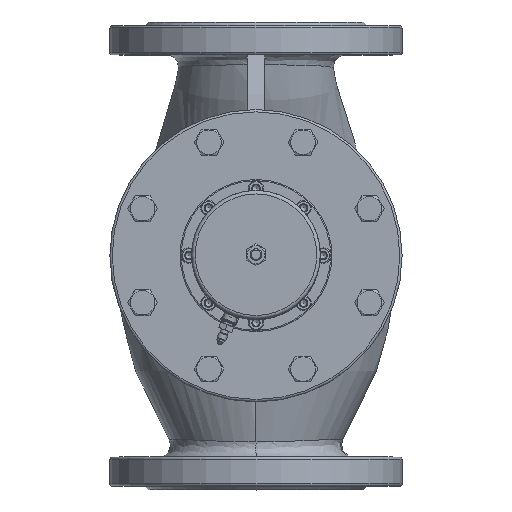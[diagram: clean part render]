
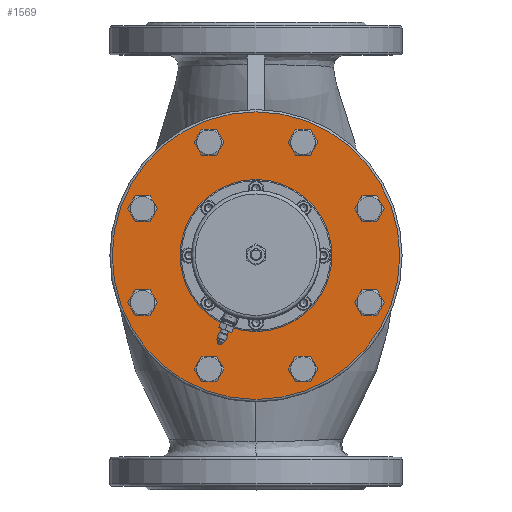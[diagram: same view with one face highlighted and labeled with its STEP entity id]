
A CAD part, top view. The second image highlights one B-rep face of the part: STEP entity #1569.
In plain terms, the highlighted planar face has unit normal (0, 0, 1).
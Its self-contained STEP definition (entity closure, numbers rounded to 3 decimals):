
#1569=ADVANCED_FACE('',(#8101,#8103,#8105,#8107,#8109,#8111,#8113,#8115,#8117),#8119,
.T.);
#8101=FACE_BOUND('',#8102,.T.);
#8102=EDGE_LOOP('',(#20176));
#8103=FACE_BOUND('',#8104,.T.);
#8104=EDGE_LOOP('',(#20177));
#8105=FACE_BOUND('',#8106,.T.);
#8106=EDGE_LOOP('',(#20178));
#8107=FACE_BOUND('',#8108,.T.);
#8108=EDGE_LOOP('',(#20179));
#8109=FACE_BOUND('',#8110,.T.);
#8110=EDGE_LOOP('',(#20180));
#8111=FACE_BOUND('',#8112,.T.);
#8112=EDGE_LOOP('',(#20181));
#8113=FACE_BOUND('',#8114,.T.);
#8114=EDGE_LOOP('',(#20182));
#8115=FACE_BOUND('',#8116,.T.);
#8116=EDGE_LOOP('',(#20183));
#8117=FACE_BOUND('',#8118,.T.);
#8118=EDGE_LOOP('',(#20184));
#8119=PLANE('',#8120);
#8120=AXIS2_PLACEMENT_3D('',#8121,#8122,#8123);
#8121=CARTESIAN_POINT('',(0.,0.,159.));
#8122=DIRECTION('',(0.,0.,1.));
#8123=DIRECTION('',(-1.,0.,0.));
#20176=ORIENTED_EDGE('',*,*,#21737,.T.);
#20177=ORIENTED_EDGE('',*,*,#21735,.T.);
#20178=ORIENTED_EDGE('',*,*,#21734,.T.);
#20179=ORIENTED_EDGE('',*,*,#21733,.T.);
#20180=ORIENTED_EDGE('',*,*,#21732,.T.);
#20181=ORIENTED_EDGE('',*,*,#21731,.T.);
#20182=ORIENTED_EDGE('',*,*,#21730,.T.);
#20183=ORIENTED_EDGE('',*,*,#21729,.T.);
#20184=ORIENTED_EDGE('',*,*,#21728,.T.);
#21728=EDGE_CURVE('',#22434,#22434,#22435,.F.);
#21729=EDGE_CURVE('',#22436,#22436,#22437,.F.);
#21730=EDGE_CURVE('',#22438,#22438,#22439,.F.);
#21731=EDGE_CURVE('',#22440,#22440,#22441,.F.);
#21732=EDGE_CURVE('',#22442,#22442,#22443,.F.);
#21733=EDGE_CURVE('',#22444,#22444,#22445,.F.);
#21734=EDGE_CURVE('',#22446,#22446,#22447,.F.);
#21735=EDGE_CURVE('',#22448,#22448,#22449,.F.);
#21737=EDGE_CURVE('',#22452,#22452,#22453,.T.);
#22434=VERTEX_POINT('',#27293);
#22435=CIRCLE('',#27294,9.);
#22436=VERTEX_POINT('',#27298);
#22437=CIRCLE('',#27299,9.);
#22438=VERTEX_POINT('',#27303);
#22439=CIRCLE('',#27304,9.);
#22440=VERTEX_POINT('',#27308);
#22441=CIRCLE('',#27309,9.);
#22442=VERTEX_POINT('',#27313);
#22443=CIRCLE('',#27314,9.);
#22444=VERTEX_POINT('',#27318);
#22445=CIRCLE('',#27319,9.);
#22446=VERTEX_POINT('',#27323);
#22447=CIRCLE('',#27324,9.);
#22448=VERTEX_POINT('',#27328);
#22449=CIRCLE('',#27329,9.);
#22452=VERTEX_POINT('',#27338);
#22453=CIRCLE('',#27339,123.);
#27293=CARTESIAN_POINT('',(-103.371,-33.818,159.));
#27294=AXIS2_PLACEMENT_3D('',#27295,#27296,#27297);
#27295=CARTESIAN_POINT('',(-97.007,-40.182,159.));
#27296=DIRECTION('',(0.,0.,1.));
#27297=DIRECTION('',(-0.707,0.707,0.));
#27298=CARTESIAN_POINT('',(-49.182,-97.007,159.));
#27299=AXIS2_PLACEMENT_3D('',#27300,#27301,#27302);
#27300=CARTESIAN_POINT('',(-40.182,-97.007,159.));
#27301=DIRECTION('',(0.,0.,1.));
#27302=DIRECTION('',(-1.,0.,0.));
#27303=CARTESIAN_POINT('',(33.818,-103.371,159.));
#27304=AXIS2_PLACEMENT_3D('',#27305,#27306,#27307);
#27305=CARTESIAN_POINT('',(40.182,-97.007,159.));
#27306=DIRECTION('',(0.,0.,1.));
#27307=DIRECTION('',(-0.707,-0.707,0.));
#27308=CARTESIAN_POINT('',(97.007,-49.182,159.));
#27309=AXIS2_PLACEMENT_3D('',#27310,#27311,#27312);
#27310=CARTESIAN_POINT('',(97.007,-40.182,159.));
#27311=DIRECTION('',(0.,0.,1.));
#27312=DIRECTION('',(0.,-1.,0.));
#27313=CARTESIAN_POINT('',(103.371,33.818,159.));
#27314=AXIS2_PLACEMENT_3D('',#27315,#27316,#27317);
#27315=CARTESIAN_POINT('',(97.007,40.182,159.));
#27316=DIRECTION('',(0.,0.,1.));
#27317=DIRECTION('',(0.707,-0.707,0.));
#27318=CARTESIAN_POINT('',(49.182,97.007,159.));
#27319=AXIS2_PLACEMENT_3D('',#27320,#27321,#27322);
#27320=CARTESIAN_POINT('',(40.182,97.007,159.));
#27321=DIRECTION('',(0.,0.,1.));
#27322=DIRECTION('',(1.,0.,0.));
#27323=CARTESIAN_POINT('',(-33.818,103.371,159.));
#27324=AXIS2_PLACEMENT_3D('',#27325,#27326,#27327);
#27325=CARTESIAN_POINT('',(-40.182,97.007,159.));
#27326=DIRECTION('',(0.,0.,1.));
#27327=DIRECTION('',(0.707,0.707,0.));
#27328=CARTESIAN_POINT('',(-97.007,49.182,159.));
#27329=AXIS2_PLACEMENT_3D('',#27330,#27331,#27332);
#27330=CARTESIAN_POINT('',(-97.007,40.182,159.));
#27331=DIRECTION('',(0.,0.,1.));
#27332=DIRECTION('',(0.,1.,0.));
#27338=CARTESIAN_POINT('',(-123.,0.,159.));
#27339=AXIS2_PLACEMENT_3D('',#27340,#27341,#27342);
#27340=CARTESIAN_POINT('',(0.,0.,159.));
#27341=DIRECTION('',(0.,0.,1.));
#27342=DIRECTION('',(-1.,0.,0.));
